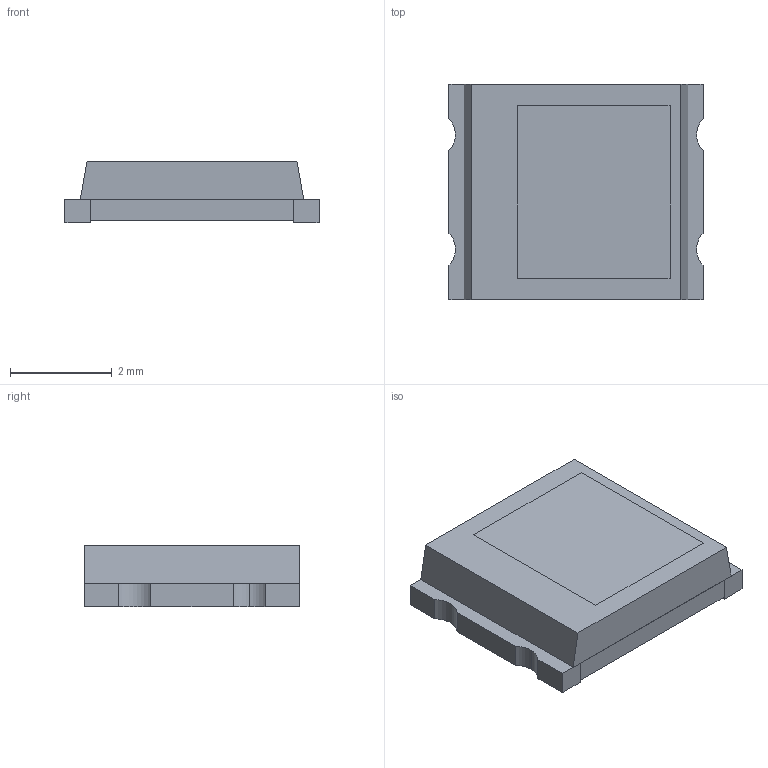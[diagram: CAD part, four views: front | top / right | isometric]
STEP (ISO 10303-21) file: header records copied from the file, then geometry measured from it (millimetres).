
FILE_DESCRIPTION (( 'STEP AP214' ), '1' );
FILE_NAME ('TEMD5080X01.STEP', '2024-11-12T03:30:07', ( '' ), ( '' ), 'SwSTEP 2.0', 'SolidWorks 2023', '' );
FILE_SCHEMA (( 'AUTOMOTIVE_DESIGN' ));
Length unit declared in the file: millimetre
Products named in the file (5): 2; 4; 5; 6; TEMD5080X01
Assembly tree (4 placements, depth 2):
  TEMD5080X01
    2
    4
    5
    6
Bounding box: 5 x 4.24 x 1.22 mm (x, y, z)
Volume: 22.5 mm3; surface area: 127.7 mm2
Topology: 5 solids, 5 shells, 45 faces, 102 edges, 68 vertices
Faces by surface type: plane 39, cylinder 6
Entity records: 1906 total; most frequent: CARTESIAN_POINT 222, DIRECTION 218, ORIENTED_EDGE 204, EDGE_CURVE 102, VECTOR 90, LINE 90, VERTEX_POINT 68, AXIS2_PLACEMENT_3D 64
